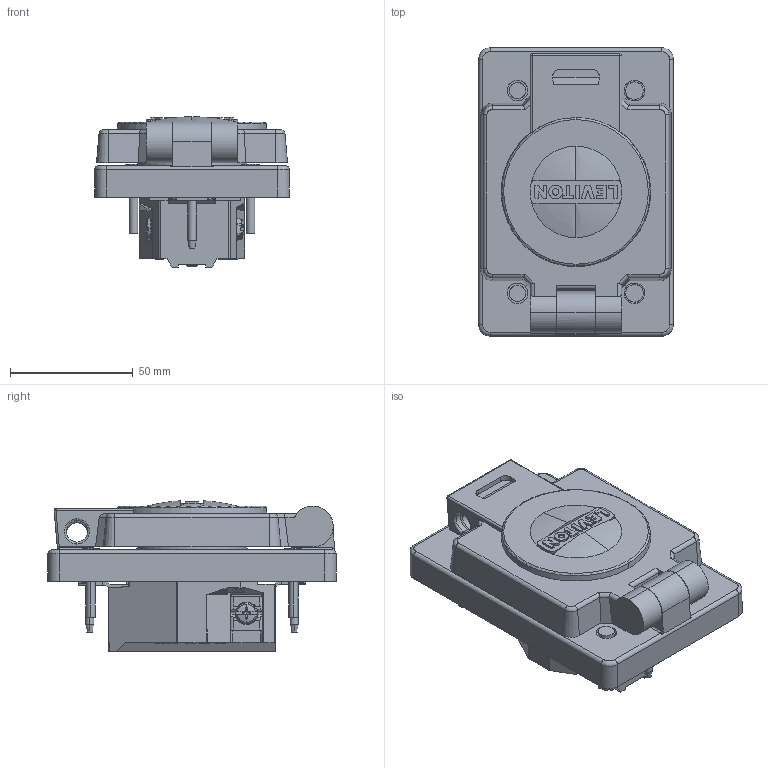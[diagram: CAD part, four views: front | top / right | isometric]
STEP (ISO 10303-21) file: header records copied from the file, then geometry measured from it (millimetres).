
FILE_DESCRIPTION (( 'STEP AP214' ), '1' );
FILE_NAME ('CATSTD-67W47-000-M01.STEP', '2023-03-07T15:10:20', ( '' ), ( '' ), 'SwSTEP 2.0', 'SolidWorks 2020', '' );
FILE_SCHEMA (( 'AUTOMOTIVE_DESIGN' ));
Length unit declared in the file: inch
Products named in the file (1): CATSTD-67W47-000-M01
Bounding box: 79.38 x 117.47 x 61.26 mm (x, y, z)
Surface area: 55547.2 mm2 (no closed solid volume)
Topology: 0 solids, 24 shells, 1422 faces, 3772 edges, 2451 vertices
Faces by surface type: plane 825, cylinder 407, torus 78, cone 70, sphere 23, bspline 19
Full cylindrical faces by diameter (mm): 3.404 x1, 6.604 x2, 7.112 x2
Entity records: 73823 total; most frequent: CARTESIAN_POINT 27411, ORIENTED_EDGE 7514, EDGE_CURVE 3759, B_SPLINE_CURVE_WITH_KNOTS 3728, DIRECTION 2852, VERTEX_POINT 2451, EDGE_LOOP 1538, LENGTH_MEASURE_WITH_UNIT 1438
